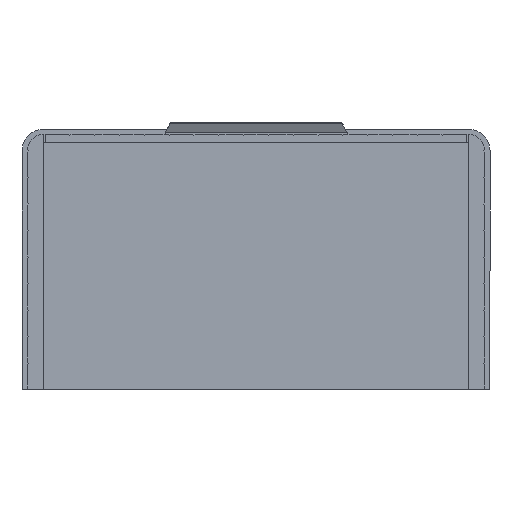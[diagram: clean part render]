
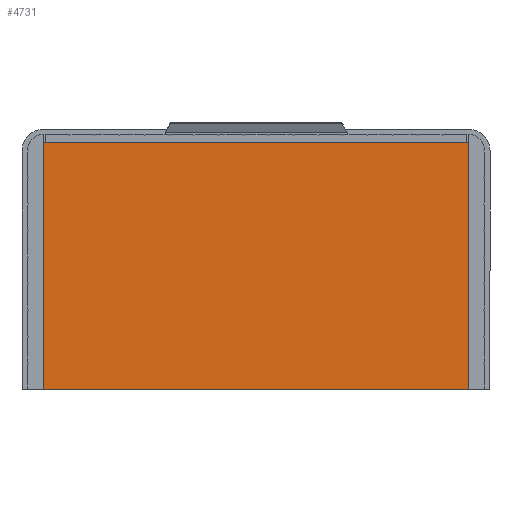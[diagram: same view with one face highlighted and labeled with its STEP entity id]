
A CAD part, front view. The second image highlights one B-rep face of the part: STEP entity #4731.
In plain terms, the highlighted planar face has unit normal (0, -1, 0).
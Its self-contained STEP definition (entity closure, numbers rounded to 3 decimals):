
#98 = CARTESIAN_POINT ( 'NONE',  ( 408., 0., 474. ) ) ;
#163 = ORIENTED_EDGE ( 'NONE', *, *, #4682, .T. ) ;
#415 = LINE ( 'NONE', #1791, #4352 ) ;
#441 = ORIENTED_EDGE ( 'NONE', *, *, #3618, .F. ) ;
#478 = LINE ( 'NONE', #3677, #3021 ) ;
#585 = PLANE ( 'NONE',  #4803 ) ;
#684 = VERTEX_POINT ( 'NONE', #2002 ) ;
#866 = CARTESIAN_POINT ( 'NONE',  ( -408., 0., 1374.142 ) ) ;
#969 = DIRECTION ( 'NONE',  ( 0., -1., 0. ) ) ;
#1203 = DIRECTION ( 'NONE',  ( 0., 0., -1. ) ) ;
#1281 = VERTEX_POINT ( 'NONE', #98 ) ;
#1359 = DIRECTION ( 'NONE',  ( -1., 0., 0. ) ) ;
#1404 = DIRECTION ( 'NONE',  ( -1., 0., 0. ) ) ;
#1454 = ORIENTED_EDGE ( 'NONE', *, *, #2451, .F. ) ;
#1646 = DIRECTION ( 'NONE',  ( 0., 0., -1. ) ) ;
#1791 = CARTESIAN_POINT ( 'NONE',  ( 408., 0., 474. ) ) ;
#2002 = CARTESIAN_POINT ( 'NONE',  ( -408., 0., 474. ) ) ;
#2159 = EDGE_CURVE ( 'NONE', #684, #2806, #4827, .T. ) ;
#2255 = VECTOR ( 'NONE', #1203, 1000. ) ;
#2451 = EDGE_CURVE ( 'NONE', #1281, #3800, #3005, .T. ) ;
#2602 = CARTESIAN_POINT ( 'NONE',  ( -408., 0., 0. ) ) ;
#2806 = VERTEX_POINT ( 'NONE', #2602 ) ;
#2818 = VECTOR ( 'NONE', #1646, 1000. ) ;
#3005 = LINE ( 'NONE', #3893, #2255 ) ;
#3021 = VECTOR ( 'NONE', #1359, 1000. ) ;
#3071 = EDGE_LOOP ( 'NONE', ( #1454, #163, #3780, #441 ) ) ;
#3107 = CARTESIAN_POINT ( 'NONE',  ( 408., 0., 0. ) ) ;
#3308 = DIRECTION ( 'NONE',  ( 0., 0., -1. ) ) ;
#3618 = EDGE_CURVE ( 'NONE', #3800, #2806, #478, .T. ) ;
#3677 = CARTESIAN_POINT ( 'NONE',  ( 408., 0., 0. ) ) ;
#3780 = ORIENTED_EDGE ( 'NONE', *, *, #2159, .T. ) ;
#3800 = VERTEX_POINT ( 'NONE', #3107 ) ;
#3893 = CARTESIAN_POINT ( 'NONE',  ( 408., 0., 1374.142 ) ) ;
#4080 = CARTESIAN_POINT ( 'NONE',  ( 408., 0., 1374.142 ) ) ;
#4229 = FACE_OUTER_BOUND ( 'NONE', #3071, .T. ) ;
#4352 = VECTOR ( 'NONE', #1404, 1000. ) ;
#4682 = EDGE_CURVE ( 'NONE', #1281, #684, #415, .T. ) ;
#4731 = ADVANCED_FACE ( 'NONE', ( #4229 ), #585, .T. ) ;
#4803 = AXIS2_PLACEMENT_3D ( 'NONE', #4080, #969, #3308 ) ;
#4827 = LINE ( 'NONE', #866, #2818 ) ;
